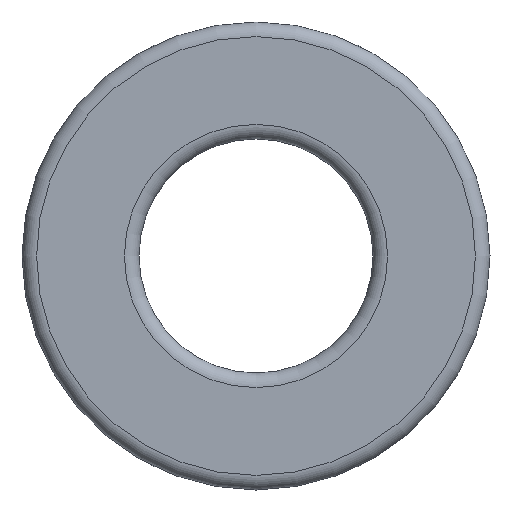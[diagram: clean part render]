
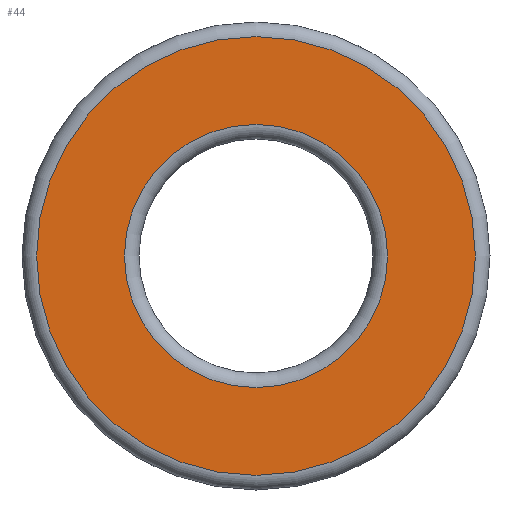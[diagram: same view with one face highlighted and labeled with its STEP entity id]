
A CAD part, left-side view. The second image highlights one B-rep face of the part: STEP entity #44.
In plain terms, the highlighted planar face has unit normal (-1, 0, 0).
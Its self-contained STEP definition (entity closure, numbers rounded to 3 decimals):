
#44 = ADVANCED_FACE( '', ( #97, #98 ), #99, .T. );
#97 = FACE_BOUND( '', #168, .T. );
#98 = FACE_OUTER_BOUND( '', #169, .T. );
#99 = PLANE( '', #170 );
#168 = EDGE_LOOP( '', ( #271 ) );
#169 = EDGE_LOOP( '', ( #272 ) );
#170 = AXIS2_PLACEMENT_3D( '', #273, #274, #275 );
#271 = ORIENTED_EDGE( '', *, *, #358, .T. );
#272 = ORIENTED_EDGE( '', *, *, #359, .F. );
#273 = CARTESIAN_POINT( '', ( 0., 7.5, 0. ) );
#274 = DIRECTION( '', ( -1., 0., 0. ) );
#275 = DIRECTION( '', ( 0., 0., 1. ) );
#358 = EDGE_CURVE( '', #394, #394, #395, .T. );
#359 = EDGE_CURVE( '', #396, #396, #397, .T. );
#394 = VERTEX_POINT( '', #442 );
#395 = CIRCLE( '', #443, 4.5 );
#396 = VERTEX_POINT( '', #444 );
#397 = CIRCLE( '', #445, 7.5 );
#442 = CARTESIAN_POINT( '', ( 0., 0., -4.5 ) );
#443 = AXIS2_PLACEMENT_3D( '', #491, #492, #493 );
#444 = CARTESIAN_POINT( '', ( 0., 0., -7.5 ) );
#445 = AXIS2_PLACEMENT_3D( '', #494, #495, #496 );
#491 = CARTESIAN_POINT( '', ( 0., 0., 0. ) );
#492 = DIRECTION( '', ( 1., 0., 0. ) );
#493 = DIRECTION( '', ( 0., 0., -1. ) );
#494 = CARTESIAN_POINT( '', ( 0., 0., 0. ) );
#495 = DIRECTION( '', ( 1., 0., 0. ) );
#496 = DIRECTION( '', ( 0., 0., -1. ) );
